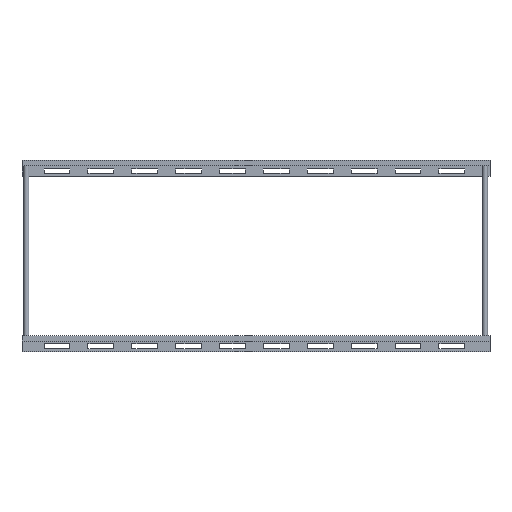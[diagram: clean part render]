
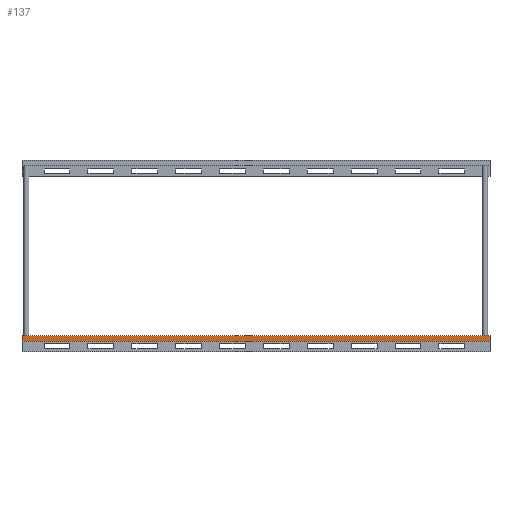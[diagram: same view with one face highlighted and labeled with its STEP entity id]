
A CAD part, top view. The second image highlights one B-rep face of the part: STEP entity #137.
In plain terms, the highlighted planar face has unit normal (0, 0, 1).
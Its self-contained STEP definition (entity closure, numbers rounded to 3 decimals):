
#137=ADVANCED_FACE('NONE',(#370),#371,.F.);
#370=FACE_OUTER_BOUND('',#738,.T.);
#371=PLANE('',#739);
#738=EDGE_LOOP('',(#1115,#1116,#1117,#1118));
#739=AXIS2_PLACEMENT_3D('',#1119,#1120,#1121);
#1115=ORIENTED_EDGE('',*,*,#2155,.T.);
#1116=ORIENTED_EDGE('',*,*,#2156,.F.);
#1117=ORIENTED_EDGE('',*,*,#2157,.F.);
#1118=ORIENTED_EDGE('',*,*,#2158,.T.);
#1119=CARTESIAN_POINT('',(-16.198,-11.625,16.198));
#1120=DIRECTION('',(0.,0.0,-1.0));
#1121=DIRECTION('',(-1.0,0.0,0.));
#2155=EDGE_CURVE('NONE',#2586,#2587,#2588,.T.);
#2156=EDGE_CURVE('NONE',#2589,#2587,#2590,.T.);
#2157=EDGE_CURVE('NONE',#2591,#2589,#2592,.T.);
#2158=EDGE_CURVE('NONE',#2591,#2586,#2593,.T.);
#2586=VERTEX_POINT('NONE',#3225);
#2587=VERTEX_POINT('NONE',#3226);
#2588=LINE('',#3227,#3228);
#2589=VERTEX_POINT('NONE',#3229);
#2590=LINE('',#3230,#3231);
#2591=VERTEX_POINT('NONE',#3232);
#2592=LINE('',#3233,#3234);
#2593=LINE('',#3235,#3236);
#3225=CARTESIAN_POINT('',(15.803,-12.0,16.198));
#3226=CARTESIAN_POINT('',(15.803,-11.625,16.198));
#3227=CARTESIAN_POINT('',(15.803,-11.625,16.198));
#3228=VECTOR('',#4124,39.37);
#3229=CARTESIAN_POINT('',(-16.198,-11.625,16.198));
#3230=CARTESIAN_POINT('',(-16.198,-11.625,16.198));
#3231=VECTOR('',#4125,39.37);
#3232=CARTESIAN_POINT('',(-16.198,-12.0,16.198));
#3233=CARTESIAN_POINT('',(-16.198,-11.625,16.198));
#3234=VECTOR('',#4126,39.37);
#3235=CARTESIAN_POINT('',(-16.198,-12.0,16.198));
#3236=VECTOR('',#4127,39.37);
#4124=DIRECTION('',(0.0,1.0,0.0));
#4125=DIRECTION('',(1.0,-0.0,0.));
#4126=DIRECTION('',(0.0,1.0,0.0));
#4127=DIRECTION('',(1.0,-0.0,0.));
